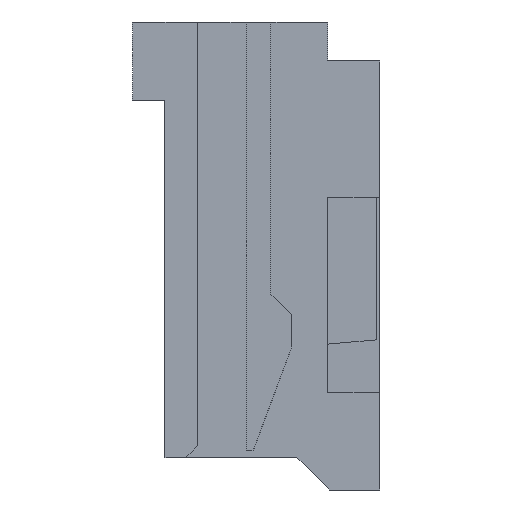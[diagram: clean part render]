
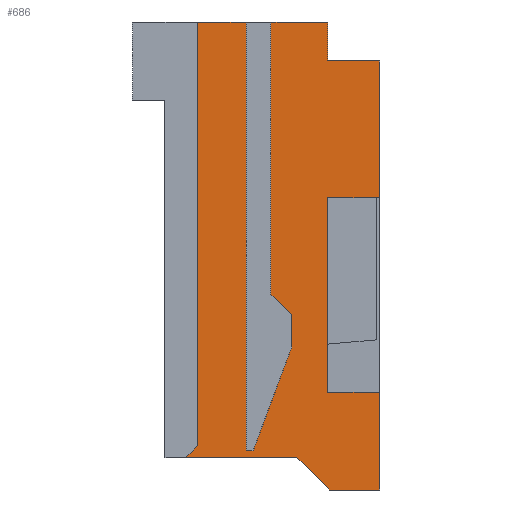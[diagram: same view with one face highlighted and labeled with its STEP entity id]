
A CAD part, left-side view. The second image highlights one B-rep face of the part: STEP entity #686.
In plain terms, the highlighted planar face has unit normal (-1, 0, 0).
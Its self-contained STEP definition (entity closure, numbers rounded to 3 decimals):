
#686 = ADVANCED_FACE( '', ( #1422 ), #1423, .T. );
#1422 = FACE_OUTER_BOUND( '', #2211, .T. );
#1423 = PLANE( '', #2212 );
#2211 = EDGE_LOOP( '', ( #4202, #4203, #4204, #4205, #4206, #4207, #4208, #4209, #4210, #4211, #4212, #4213, #4214, #4215, #4216, #4217, #4218, #4219, #4220, #4221 ) );
#2212 = AXIS2_PLACEMENT_3D( '', #4222, #4223, #4224 );
#4202 = ORIENTED_EDGE( '', *, *, #5666, .T. );
#4203 = ORIENTED_EDGE( '', *, *, #5587, .T. );
#4204 = ORIENTED_EDGE( '', *, *, #5029, .T. );
#4205 = ORIENTED_EDGE( '', *, *, #5174, .T. );
#4206 = ORIENTED_EDGE( '', *, *, #5498, .T. );
#4207 = ORIENTED_EDGE( '', *, *, #5635, .T. );
#4208 = ORIENTED_EDGE( '', *, *, #5518, .T. );
#4209 = ORIENTED_EDGE( '', *, *, #5667, .T. );
#4210 = ORIENTED_EDGE( '', *, *, #5584, .T. );
#4211 = ORIENTED_EDGE( '', *, *, #5085, .T. );
#4212 = ORIENTED_EDGE( '', *, *, #5177, .T. );
#4213 = ORIENTED_EDGE( '', *, *, #5668, .T. );
#4214 = ORIENTED_EDGE( '', *, *, #5669, .T. );
#4215 = ORIENTED_EDGE( '', *, *, #5124, .T. );
#4216 = ORIENTED_EDGE( '', *, *, #5288, .T. );
#4217 = ORIENTED_EDGE( '', *, *, #5670, .F. );
#4218 = ORIENTED_EDGE( '', *, *, #5412, .T. );
#4219 = ORIENTED_EDGE( '', *, *, #5429, .T. );
#4220 = ORIENTED_EDGE( '', *, *, #5268, .T. );
#4221 = ORIENTED_EDGE( '', *, *, #5373, .F. );
#4222 = CARTESIAN_POINT( '', ( -6.4, 0., 0. ) );
#4223 = DIRECTION( '', ( -1., 0., 0. ) );
#4224 = DIRECTION( '', ( 0., 0., 1. ) );
#5029 = EDGE_CURVE( '', #6133, #6131, #6134, .T. );
#5085 = EDGE_CURVE( '', #6227, #6225, #6228, .T. );
#5124 = EDGE_CURVE( '', #6287, #6285, #6288, .T. );
#5174 = EDGE_CURVE( '', #6131, #6369, #6371, .T. );
#5177 = EDGE_CURVE( '', #6225, #6373, #6375, .T. );
#5268 = EDGE_CURVE( '', #6514, #6512, #6515, .T. );
#5288 = EDGE_CURVE( '', #6285, #6549, #6551, .T. );
#5373 = EDGE_CURVE( '', #6669, #6512, #6671, .T. );
#5412 = EDGE_CURVE( '', #6715, #6720, #6722, .T. );
#5429 = EDGE_CURVE( '', #6720, #6514, #6746, .T. );
#5498 = EDGE_CURVE( '', #6369, #6833, #6835, .T. );
#5518 = EDGE_CURVE( '', #6860, #6858, #6861, .T. );
#5584 = EDGE_CURVE( '', #6949, #6227, #6950, .T. );
#5587 = EDGE_CURVE( '', #6954, #6133, #6955, .T. );
#5635 = EDGE_CURVE( '', #6833, #6860, #7016, .T. );
#5666 = EDGE_CURVE( '', #6669, #6954, #7050, .T. );
#5667 = EDGE_CURVE( '', #6858, #6949, #7051, .T. );
#5668 = EDGE_CURVE( '', #6373, #7052, #7053, .T. );
#5669 = EDGE_CURVE( '', #7052, #6287, #7054, .T. );
#5670 = EDGE_CURVE( '', #6715, #6549, #7055, .T. );
#6131 = VERTEX_POINT( '', #7683 );
#6133 = VERTEX_POINT( '', #7686 );
#6134 = LINE( '', #7687, #7688 );
#6225 = VERTEX_POINT( '', #7823 );
#6227 = VERTEX_POINT( '', #7826 );
#6228 = LINE( '', #7827, #7828 );
#6285 = VERTEX_POINT( '', #7913 );
#6287 = VERTEX_POINT( '', #7916 );
#6288 = LINE( '', #7917, #7918 );
#6369 = VERTEX_POINT( '', #8038 );
#6371 = LINE( '', #8041, #8042 );
#6373 = VERTEX_POINT( '', #8044 );
#6375 = LINE( '', #8047, #8048 );
#6512 = VERTEX_POINT( '', #8256 );
#6514 = VERTEX_POINT( '', #8259 );
#6515 = LINE( '', #8260, #8261 );
#6549 = VERTEX_POINT( '', #8313 );
#6551 = LINE( '', #8316, #8317 );
#6669 = VERTEX_POINT( '', #8497 );
#6671 = LINE( '', #8500, #8501 );
#6715 = VERTEX_POINT( '', #8570 );
#6720 = VERTEX_POINT( '', #8578 );
#6722 = LINE( '', #8581, #8582 );
#6746 = LINE( '', #8618, #8619 );
#6833 = VERTEX_POINT( '', #8758 );
#6835 = LINE( '', #8761, #8762 );
#6858 = VERTEX_POINT( '', #8796 );
#6860 = VERTEX_POINT( '', #8799 );
#6861 = LINE( '', #8800, #8801 );
#6949 = VERTEX_POINT( '', #8931 );
#6950 = LINE( '', #8932, #8933 );
#6954 = VERTEX_POINT( '', #8939 );
#6955 = LINE( '', #8940, #8941 );
#7016 = LINE( '', #9035, #9036 );
#7050 = LINE( '', #9086, #9087 );
#7051 = LINE( '', #9088, #9089 );
#7052 = VERTEX_POINT( '', #9090 );
#7053 = LINE( '', #9091, #9092 );
#7054 = LINE( '', #9093, #9094 );
#7055 = LINE( '', #9095, #9096 );
#7683 = CARTESIAN_POINT( '', ( -6.4, -0.23, -0.25 ) );
#7686 = CARTESIAN_POINT( '', ( -6.4, -0.23, 3.95 ) );
#7687 = CARTESIAN_POINT( '', ( -6.4, -0.23, 3.95 ) );
#7688 = VECTOR( '', #9423, 1000. );
#7823 = CARTESIAN_POINT( '', ( -6.4, 0.9, -2.57 ) );
#7826 = CARTESIAN_POINT( '', ( -6.4, 0.9, 3.95 ) );
#7827 = CARTESIAN_POINT( '', ( -6.4, 0.9, 3.95 ) );
#7828 = VECTOR( '', #9469, 1000. );
#7913 = CARTESIAN_POINT( '', ( -6.4, -1.9, -3.25 ) );
#7916 = CARTESIAN_POINT( '', ( -6.4, -1.13, -3.25 ) );
#7917 = CARTESIAN_POINT( '', ( -6.4, -1.13, -3.25 ) );
#7918 = VECTOR( '', #9499, 1000. );
#8038 = CARTESIAN_POINT( '', ( -6.4, -0.55, -0.55 ) );
#8041 = CARTESIAN_POINT( '', ( -6.4, -0.23, -0.25 ) );
#8042 = VECTOR( '', #9540, 1000. );
#8044 = CARTESIAN_POINT( '', ( -6.4, 1.08, -2.75 ) );
#8047 = CARTESIAN_POINT( '', ( -6.4, 0.9, -2.57 ) );
#8048 = VECTOR( '', #9542, 1000. );
#8256 = CARTESIAN_POINT( '', ( -6.4, -1.9, 3.35 ) );
#8259 = CARTESIAN_POINT( '', ( -6.4, -1.9, 1.25 ) );
#8260 = CARTESIAN_POINT( '', ( -6.4, -1.9, -3.25 ) );
#8261 = VECTOR( '', #9615, 1000. );
#8313 = CARTESIAN_POINT( '', ( -6.4, -1.9, -1.75 ) );
#8316 = CARTESIAN_POINT( '', ( -6.4, -1.9, -3.25 ) );
#8317 = VECTOR( '', #9635, 1000. );
#8497 = CARTESIAN_POINT( '', ( -6.4, -1.1, 3.35 ) );
#8500 = CARTESIAN_POINT( '', ( -6.4, -1.1, 3.35 ) );
#8501 = VECTOR( '', #9699, 1000. );
#8570 = CARTESIAN_POINT( '', ( -6.4, -1.1, -1.75 ) );
#8578 = CARTESIAN_POINT( '', ( -6.4, -1.1, 1.25 ) );
#8581 = CARTESIAN_POINT( '', ( -6.4, -1.1, -1.75 ) );
#8582 = VECTOR( '', #9729, 1000. );
#8618 = CARTESIAN_POINT( '', ( -6.4, -1.1, 1.25 ) );
#8619 = VECTOR( '', #9742, 1000. );
#8758 = CARTESIAN_POINT( '', ( -6.4, -0.55, -1.05 ) );
#8761 = CARTESIAN_POINT( '', ( -6.4, -0.55, -0.55 ) );
#8762 = VECTOR( '', #9796, 1000. );
#8796 = CARTESIAN_POINT( '', ( -6.4, 0.15, -2.65 ) );
#8799 = CARTESIAN_POINT( '', ( -6.4, 0.045, -2.65 ) );
#8800 = CARTESIAN_POINT( '', ( -6.4, 0.045, -2.65 ) );
#8801 = VECTOR( '', #9809, 1000. );
#8931 = CARTESIAN_POINT( '', ( -6.4, 0.15, 3.95 ) );
#8932 = CARTESIAN_POINT( '', ( -6.4, 0.15, 3.95 ) );
#8933 = VECTOR( '', #9852, 1000. );
#8939 = CARTESIAN_POINT( '', ( -6.4, -1.1, 3.95 ) );
#8940 = CARTESIAN_POINT( '', ( -6.4, -1.9, 3.95 ) );
#8941 = VECTOR( '', #9855, 1000. );
#9035 = CARTESIAN_POINT( '', ( -6.4, -0.55, -1.05 ) );
#9036 = VECTOR( '', #9889, 1000. );
#9086 = CARTESIAN_POINT( '', ( -6.4, -1.1, 3.35 ) );
#9087 = VECTOR( '', #9906, 1000. );
#9088 = CARTESIAN_POINT( '', ( -6.4, 0.15, -2.65 ) );
#9089 = VECTOR( '', #9907, 1000. );
#9090 = CARTESIAN_POINT( '', ( -6.4, -0.63, -2.75 ) );
#9091 = CARTESIAN_POINT( '', ( -6.4, 1.08, -2.75 ) );
#9092 = VECTOR( '', #9908, 1000. );
#9093 = CARTESIAN_POINT( '', ( -6.4, -0.63, -2.75 ) );
#9094 = VECTOR( '', #9909, 1000. );
#9095 = CARTESIAN_POINT( '', ( -6.4, -1.1, -1.75 ) );
#9096 = VECTOR( '', #9910, 1000. );
#9423 = DIRECTION( '', ( 0., 0., -1. ) );
#9469 = DIRECTION( '', ( 0., 0., -1. ) );
#9499 = DIRECTION( '', ( 0., -1., 0. ) );
#9540 = DIRECTION( '', ( 0., -0.73, -0.684 ) );
#9542 = DIRECTION( '', ( 0., 0.707, -0.707 ) );
#9615 = DIRECTION( '', ( 0., 0., 1. ) );
#9635 = DIRECTION( '', ( 0., 0., 1. ) );
#9699 = DIRECTION( '', ( 0., -1., 0. ) );
#9729 = DIRECTION( '', ( 0., 0., 1. ) );
#9742 = DIRECTION( '', ( 0., -1., 0. ) );
#9796 = DIRECTION( '', ( 0., 0., -1. ) );
#9809 = DIRECTION( '', ( 0., 1., 0. ) );
#9852 = DIRECTION( '', ( 0., 1., 0. ) );
#9855 = DIRECTION( '', ( 0., 1., 0. ) );
#9889 = DIRECTION( '', ( 0., 0.349, -0.937 ) );
#9906 = DIRECTION( '', ( 0., 0., 1. ) );
#9907 = DIRECTION( '', ( 0., 0., 1. ) );
#9908 = DIRECTION( '', ( 0., -1., 0. ) );
#9909 = DIRECTION( '', ( 0., -0.707, -0.707 ) );
#9910 = DIRECTION( '', ( 0., -1., 0. ) );
